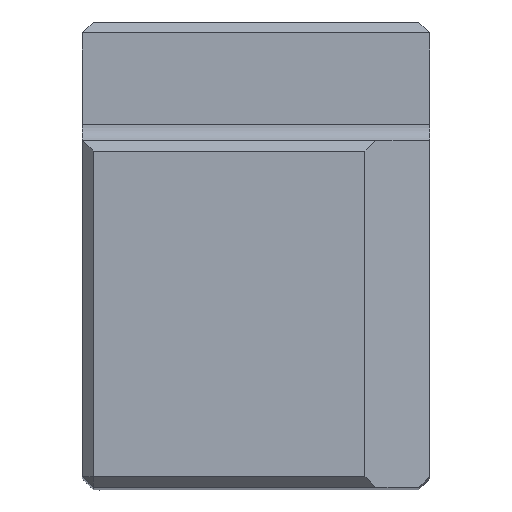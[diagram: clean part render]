
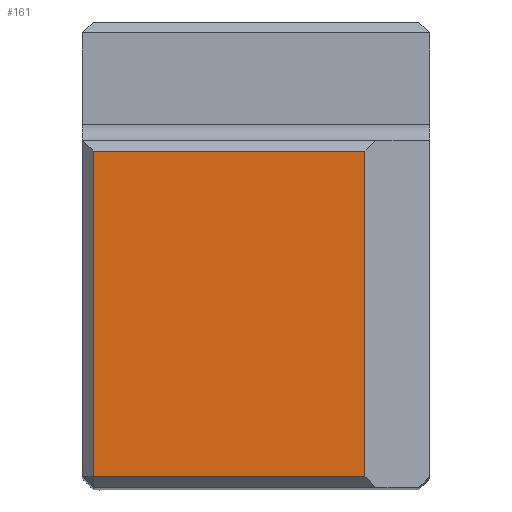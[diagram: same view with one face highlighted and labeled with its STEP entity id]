
A CAD part, top view. The second image highlights one B-rep face of the part: STEP entity #161.
In plain terms, the highlighted planar face has unit normal (0, 0, 1).
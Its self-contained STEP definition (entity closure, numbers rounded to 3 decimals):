
#128=PLANE('',#932);
#161=ADVANCED_FACE('',(#210),#128,.T.);
#210=FACE_OUTER_BOUND('',#249,.T.);
#249=EDGE_LOOP('',(#510,#511,#512,#513));
#324=LINE('',#1318,#406);
#326=LINE('',#1322,#408);
#329=LINE('',#1328,#411);
#330=LINE('',#1329,#412);
#406=VECTOR('',#1046,1.);
#408=VECTOR('',#1050,1.);
#411=VECTOR('',#1055,1.);
#412=VECTOR('',#1056,1.);
#510=ORIENTED_EDGE('',*,*,#793,.F.);
#511=ORIENTED_EDGE('',*,*,#790,.T.);
#512=ORIENTED_EDGE('',*,*,#794,.T.);
#513=ORIENTED_EDGE('',*,*,#788,.T.);
#709=VERTEX_POINT('',#1317);
#710=VERTEX_POINT('',#1319);
#711=VERTEX_POINT('',#1323);
#712=VERTEX_POINT('',#1324);
#788=EDGE_CURVE('',#710,#709,#324,.T.);
#790=EDGE_CURVE('',#711,#712,#326,.T.);
#793=EDGE_CURVE('',#711,#709,#329,.T.);
#794=EDGE_CURVE('',#712,#710,#330,.T.);
#932=AXIS2_PLACEMENT_3D('',#1330,#1057,#1058);
#1046=DIRECTION('',(1.,0.,0.));
#1050=DIRECTION('',(-1.,0.,0.));
#1055=DIRECTION('',(0.,-1.,0.));
#1056=DIRECTION('',(0.,-1.,0.));
#1057=DIRECTION('',(0.,0.,1.));
#1058=DIRECTION('',(1.,0.,0.));
#1317=CARTESIAN_POINT('',(13.017,0.532,0.));
#1318=CARTESIAN_POINT('',(8.003,0.532,0.));
#1319=CARTESIAN_POINT('',(0.516,0.532,0.));
#1322=CARTESIAN_POINT('',(8.003,15.507,0.));
#1323=CARTESIAN_POINT('',(13.017,15.507,0.));
#1324=CARTESIAN_POINT('',(0.516,15.507,0.));
#1328=CARTESIAN_POINT('',(13.017,20.032,0.));
#1329=CARTESIAN_POINT('',(0.516,0.032,0.));
#1330=CARTESIAN_POINT('',(8.003,8.02,0.));
